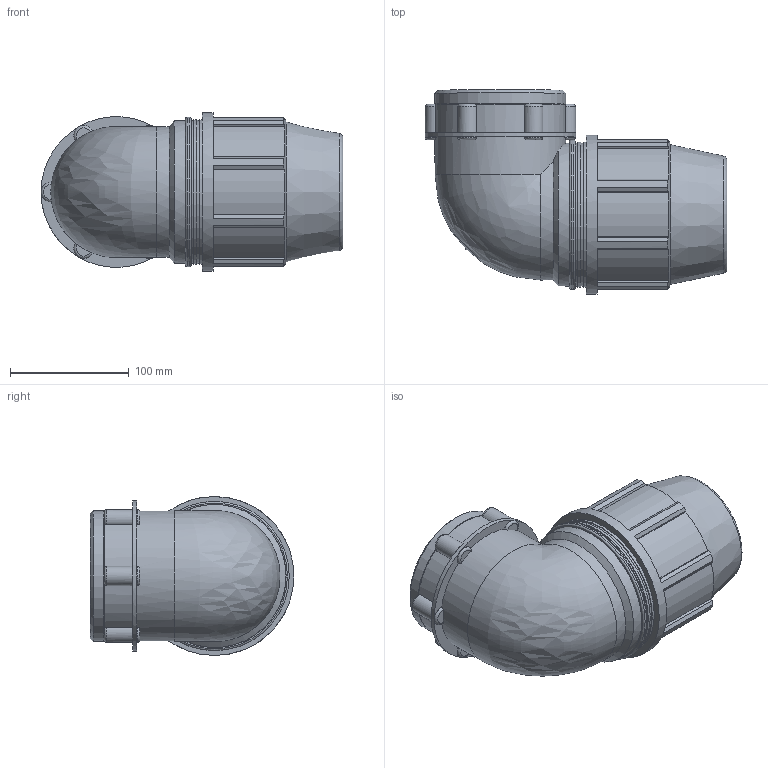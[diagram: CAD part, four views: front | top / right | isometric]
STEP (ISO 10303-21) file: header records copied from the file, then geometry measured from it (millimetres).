
FILE_DESCRIPTION(/* description */ ('PLASSON 90° ELBOW FEMALE ADAPTOR 75-3"'),/* implementation_level */ '2;1');
FILE_NAME(/* name */ '0715060750300A.ipt.stp',/* time_stamp */ '2018-03-25T20:11:01+03:00',/* author */ ('KIM'),/* organization */ (''),/* preprocessor_version */ 'ST-DEVELOPER v15.6',/* originating_system */ 'Autodesk Inventor 2015',/* authorisation */ '');
FILE_SCHEMA (('AUTOMOTIVE_DESIGN { 1 0 10303 214 3 1 1 }'));
Length unit declared in the file: millimetre
Products named in the file (1): 0715060750300A
Bounding box: 254.48 x 172 x 134 mm (x, y, z)
Volume: 1707963.4 mm3; surface area: 198792.9 mm2
Topology: 1 solids, 1 shells, 137 faces, 353 edges, 227 vertices
Faces by surface type: plane 71, cylinder 41, torus 15, cone 8, bspline 2
Full cylindrical faces by diameter (mm): 59.448 x1, 75 x1, 76.433 x1, 84.926 x1, 110.404 x2, 120.6 x3, 122.181 x2, 125.96 x1, 126.964 x1, 134 x1
Entity records: 4420 total; most frequent: CARTESIAN_POINT 1164, DIRECTION 704, ORIENTED_EDGE 644, EDGE_CURVE 322, AXIS2_PLACEMENT_3D 291, VERTEX_POINT 221, EDGE_LOOP 173, CIRCLE 153
